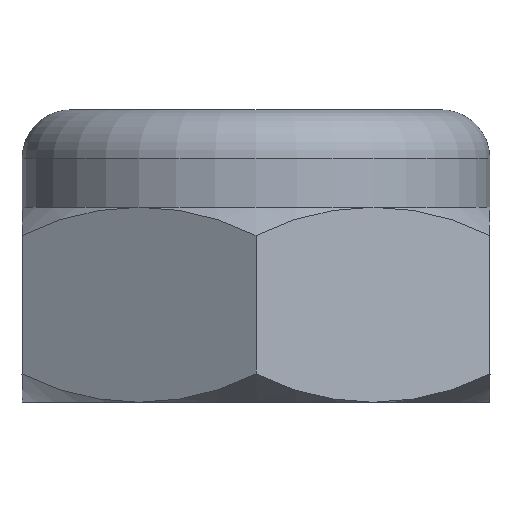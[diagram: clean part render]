
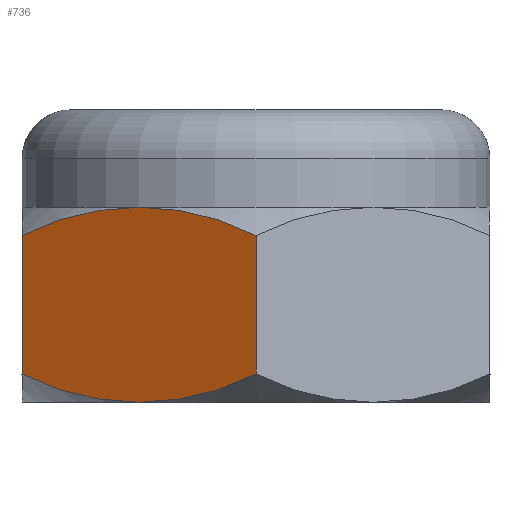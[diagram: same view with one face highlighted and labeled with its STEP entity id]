
A CAD part, front view. The second image highlights one B-rep face of the part: STEP entity #736.
In plain terms, the highlighted planar face has unit normal (-0.5, -0.866, 0).
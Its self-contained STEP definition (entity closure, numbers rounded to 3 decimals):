
#1 = CARTESIAN_POINT ( 'NONE',  ( 0., -5.499, 0.575 ) ) ;
#15 = CARTESIAN_POINT ( 'NONE',  ( -4.763, -2.75, 0.575 ) ) ;
#25 = CARTESIAN_POINT ( 'NONE',  ( -4.762, -2.75, 3.394 ) ) ;
#46 = DIRECTION ( 'NONE',  ( 0., 0., 1. ) ) ;
#50 = CARTESIAN_POINT ( 'NONE',  ( 0., -5.499, 1.984 ) ) ;
#66 = FACE_OUTER_BOUND ( 'NONE', #402, .T. ) ;
#87 = EDGE_CURVE ( 'NONE', #1052, #742, #659, .T. ) ;
#96 = CARTESIAN_POINT ( 'NONE',  ( -1.559, -4.599, 3.919 ) ) ;
#98 = ORIENTED_EDGE ( 'NONE', *, *, #192, .F. ) ;
#101 = CARTESIAN_POINT ( 'NONE',  ( -0.377, -5.282, 3.584 ) ) ;
#145 = EDGE_CURVE ( 'NONE', #330, #1052, #696, .T. ) ;
#168 = VECTOR ( 'NONE', #46, 1000. ) ;
#175 = CARTESIAN_POINT ( 'NONE',  ( -1.97, -4.362, 3.969 ) ) ;
#179 = CARTESIAN_POINT ( 'NONE',  ( -3.197, -3.653, 3.92 ) ) ;
#191 = CARTESIAN_POINT ( 'NONE',  ( -3.992, -3.194, 3.729 ) ) ;
#192 = EDGE_CURVE ( 'NONE', #1054, #742, #783, .T. ) ;
#198 = ORIENTED_EDGE ( 'NONE', *, *, #145, .T. ) ;
#201 = CARTESIAN_POINT ( 'NONE',  ( -4.763, -2.75, 0.575 ) ) ;
#249 = VERTEX_POINT ( 'NONE', #521 ) ;
#258 = CARTESIAN_POINT ( 'NONE',  ( -2.381, -4.124, 3.969 ) ) ;
#330 = VERTEX_POINT ( 'NONE', #258 ) ;
#331 = EDGE_CURVE ( 'NONE', #249, #330, #555, .T. ) ;
#332 = CARTESIAN_POINT ( 'NONE',  ( -2.381, -4.124, 0. ) ) ;
#355 = CARTESIAN_POINT ( 'NONE',  ( -2.793, -3.887, 3.969 ) ) ;
#361 = CARTESIAN_POINT ( 'NONE',  ( 0., -5.499, 0.575 ) ) ;
#396 = EDGE_CURVE ( 'NONE', #890, #1054, #963, .T. ) ;
#402 = EDGE_LOOP ( 'NONE', ( #938, #1067, #198, #645, #98, #1027 ) ) ;
#434 = CARTESIAN_POINT ( 'NONE',  ( -2.793, -3.887, 0. ) ) ;
#436 = CARTESIAN_POINT ( 'NONE',  ( -2.381, -4.124, 3.969 ) ) ;
#449 = VECTOR ( 'NONE', #898, 1000. ) ;
#451 = DIRECTION ( 'NONE',  ( 0.866, -0.5, 0. ) ) ;
#521 = CARTESIAN_POINT ( 'NONE',  ( 0., -5.499, 3.394 ) ) ;
#526 = CARTESIAN_POINT ( 'NONE',  ( -2.381, -4.124, 1.984 ) ) ;
#531 = DIRECTION ( 'NONE',  ( -0.5, -0.866, 0. ) ) ;
#555 = B_SPLINE_CURVE_WITH_KNOTS ( 'NONE', 3,
 ( #842, #101, #597, #96, #175, #765 ),
 .UNSPECIFIED., .F., .F.,
 ( 4, 2, 4 ),
 ( 0., 0.001, 0.003 ),
 .UNSPECIFIED. ) ;
#597 = CARTESIAN_POINT ( 'NONE',  ( -0.765, -5.058, 3.727 ) ) ;
#599 = CARTESIAN_POINT ( 'NONE',  ( -4.385, -2.967, 0.384 ) ) ;
#605 = CARTESIAN_POINT ( 'NONE',  ( -3.992, -3.194, 0.24 ) ) ;
#618 = PLANE ( 'NONE',  #727 ) ;
#633 = CARTESIAN_POINT ( 'NONE',  ( -2.381, -4.124, 0. ) ) ;
#636 = CARTESIAN_POINT ( 'NONE',  ( -4.762, -2.75, 3.394 ) ) ;
#645 = ORIENTED_EDGE ( 'NONE', *, *, #87, .T. ) ;
#659 = LINE ( 'NONE', #978, #449 ) ;
#680 = CARTESIAN_POINT ( 'NONE',  ( -3.197, -3.653, 0.049 ) ) ;
#696 = B_SPLINE_CURVE_WITH_KNOTS ( 'NONE', 3,
 ( #436, #355, #179, #191, #769, #25 ),
 .UNSPECIFIED., .F., .F.,
 ( 4, 2, 4 ),
 ( 0., 0.001, 0.003 ),
 .UNSPECIFIED. ) ;
#727 = AXIS2_PLACEMENT_3D ( 'NONE', #526, #531, #451 ) ;
#736 = ADVANCED_FACE ( 'NONE', ( #66 ), #618, .T. ) ;
#742 = VERTEX_POINT ( 'NONE', #201 ) ;
#743 = CARTESIAN_POINT ( 'NONE',  ( -0.765, -5.058, 0.242 ) ) ;
#745 = LINE ( 'NONE', #50, #168 ) ;
#748 = CARTESIAN_POINT ( 'NONE',  ( -1.97, -4.362, 0. ) ) ;
#765 = CARTESIAN_POINT ( 'NONE',  ( -2.381, -4.124, 3.969 ) ) ;
#769 = CARTESIAN_POINT ( 'NONE',  ( -4.385, -2.967, 3.584 ) ) ;
#783 = B_SPLINE_CURVE_WITH_KNOTS ( 'NONE', 3,
 ( #844, #434, #680, #605, #599, #15 ),
 .UNSPECIFIED., .F., .F.,
 ( 4, 2, 4 ),
 ( 0., 0.001, 0.003 ),
 .UNSPECIFIED. ) ;
#823 = CARTESIAN_POINT ( 'NONE',  ( -1.559, -4.599, 0.05 ) ) ;
#842 = CARTESIAN_POINT ( 'NONE',  ( 0., -5.499, 3.394 ) ) ;
#844 = CARTESIAN_POINT ( 'NONE',  ( -2.381, -4.124, 0. ) ) ;
#890 = VERTEX_POINT ( 'NONE', #361 ) ;
#898 = DIRECTION ( 'NONE',  ( 0., 0., -1. ) ) ;
#938 = ORIENTED_EDGE ( 'NONE', *, *, #1059, .T. ) ;
#963 = B_SPLINE_CURVE_WITH_KNOTS ( 'NONE', 3,
 ( #1, #998, #743, #823, #748, #332 ),
 .UNSPECIFIED., .F., .F.,
 ( 4, 2, 4 ),
 ( 0., 0.001, 0.003 ),
 .UNSPECIFIED. ) ;
#978 = CARTESIAN_POINT ( 'NONE',  ( -4.763, -2.75, 1.984 ) ) ;
#998 = CARTESIAN_POINT ( 'NONE',  ( -0.377, -5.282, 0.384 ) ) ;
#1027 = ORIENTED_EDGE ( 'NONE', *, *, #396, .F. ) ;
#1052 = VERTEX_POINT ( 'NONE', #636 ) ;
#1054 = VERTEX_POINT ( 'NONE', #633 ) ;
#1059 = EDGE_CURVE ( 'NONE', #890, #249, #745, .T. ) ;
#1067 = ORIENTED_EDGE ( 'NONE', *, *, #331, .T. ) ;
